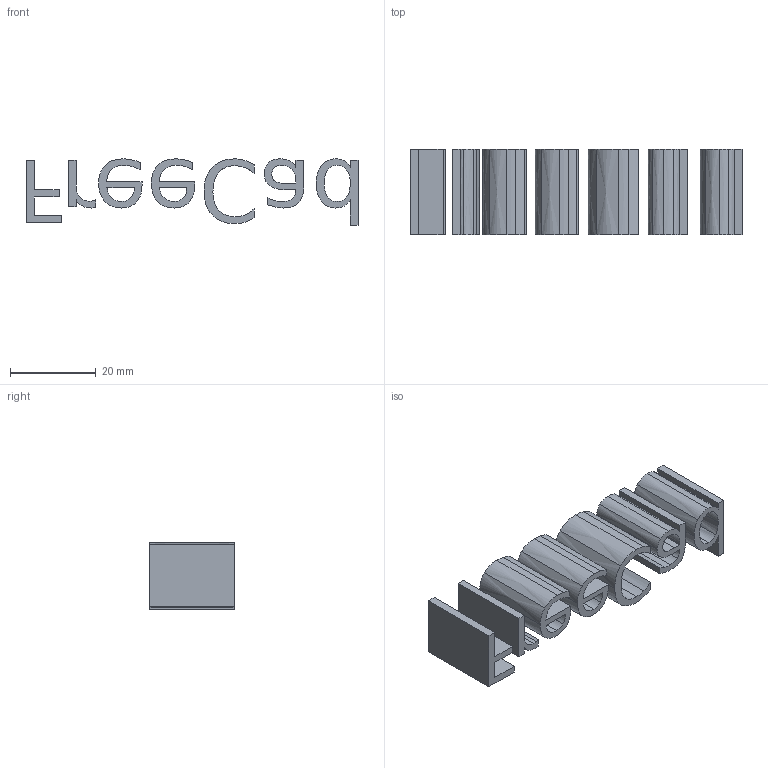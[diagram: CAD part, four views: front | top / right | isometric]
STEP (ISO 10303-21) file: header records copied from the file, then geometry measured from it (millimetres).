
FILE_DESCRIPTION(('Open CASCADE Model'),'2;1');
FILE_NAME('Open CASCADE Shape Model','2023-02-21T12:59:21',('Author'),( 'Open CASCADE'),'Open CASCADE STEP processor 7.6','Open CASCADE 7.6' ,'Unknown');
FILE_SCHEMA(('AUTOMOTIVE_DESIGN { 1 0 10303 214 1 1 1 1 }'));
Length unit declared in the file: millimetre
Products named in the file (9): Open CASCADE STEP translator 7.6 2; Open CASCADE STEP translator 7.6 2.1; Open CASCADE STEP translator 7.6 2.1.1; Open CASCADE STEP translator 7.6 2.1.2; Open CASCADE STEP translator 7.6 2.1.3; Open CASCADE STEP translator 7.6 2.1.4; Open CASCADE STEP translator 7.6 2.1.5; Open CASCADE STEP translator 7.6 2.1.6; Open CASCADE STEP translator 7.6 2.1.7
Assembly tree (8 placements, depth 3):
  Open CASCADE STEP translator 7.6 2
    Open CASCADE STEP translator 7.6 2.1
      Open CASCADE STEP translator 7.6 2.1.1
      Open CASCADE STEP translator 7.6 2.1.2
      Open CASCADE STEP translator 7.6 2.1.3
      Open CASCADE STEP translator 7.6 2.1.4
      Open CASCADE STEP translator 7.6 2.1.5
      Open CASCADE STEP translator 7.6 2.1.6
      Open CASCADE STEP translator 7.6 2.1.7
Bounding box: 77.58 x 20 x 15.48 mm (x, y, z)
Volume: 7140.7 mm3; surface area: 9464.9 mm2
Topology: 7 solids, 7 shells, 145 faces, 393 edges, 262 vertices
Faces by surface type: extrusion 92, plane 53
Entity records: 9918 total; most frequent: CARTESIAN_POINT 2515, DIRECTION 1027, VECTOR 903, LINE 811, ORIENTED_EDGE 786, PCURVE 786, DEFINITIONAL_REPRESENTATION 786, B_SPLINE_CURVE_WITH_KNOTS 460
